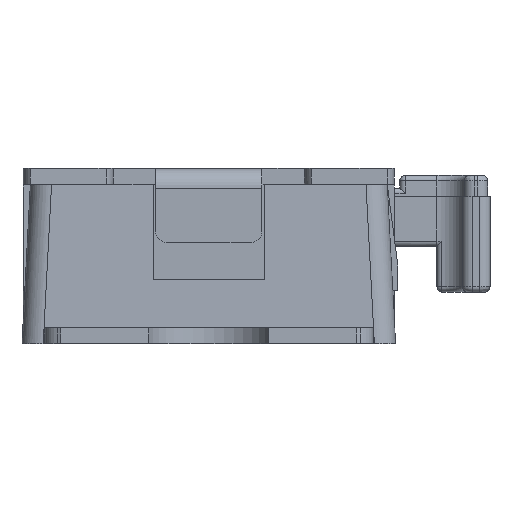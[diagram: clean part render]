
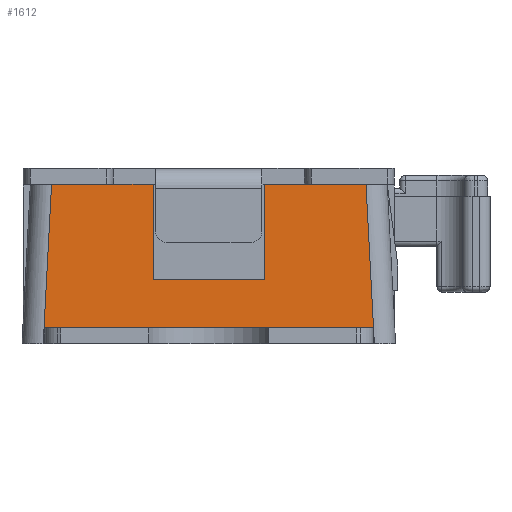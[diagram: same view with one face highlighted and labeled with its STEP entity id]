
A CAD part, left-side view. The second image highlights one B-rep face of the part: STEP entity #1612.
In plain terms, the highlighted planar face has unit normal (-0.999, 0, 0.035).
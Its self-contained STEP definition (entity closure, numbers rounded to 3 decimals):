
#232 = VERTEX_POINT('',#233);
#233 = CARTESIAN_POINT('',(-2.76,-1.565,0.005));
#245 = EDGE_CURVE('',#246,#232,#248,.T.);
#246 = VERTEX_POINT('',#247);
#247 = CARTESIAN_POINT('',(-2.76,-1.556,0.005));
#248 = LINE('',#249,#250);
#249 = CARTESIAN_POINT('',(-2.76,-1.556,0.005));
#250 = VECTOR('',#251,1.);
#251 = DIRECTION('',(0.,-1.,0.));
#323 = VERTEX_POINT('',#324);
#324 = CARTESIAN_POINT('',(-2.76,1.545,0.005));
#330 = EDGE_CURVE('',#331,#323,#333,.T.);
#331 = VERTEX_POINT('',#332);
#332 = CARTESIAN_POINT('',(-2.76,1.555,0.005));
#333 = LINE('',#334,#335);
#334 = CARTESIAN_POINT('',(-2.76,1.555,0.005));
#335 = VECTOR('',#336,1.);
#336 = DIRECTION('',(0.,-1.,0.));
#553 = EDGE_CURVE('',#331,#554,#556,.T.);
#554 = VERTEX_POINT('',#555);
#555 = CARTESIAN_POINT('',(-2.708,1.476,1.505));
#556 = LINE('',#557,#558);
#557 = CARTESIAN_POINT('',(-2.76,1.555,0.005));
#558 = VECTOR('',#559,1.);
#559 = DIRECTION('',(0.035,-0.052,
    0.998));
#882 = VERTEX_POINT('',#883);
#883 = CARTESIAN_POINT('',(-2.708,-0.936,1.505));
#1150 = VERTEX_POINT('',#1151);
#1151 = CARTESIAN_POINT('',(-2.755,1.545,0.155));
#1157 = EDGE_CURVE('',#1150,#323,#1158,.T.);
#1158 = LINE('',#1159,#1160);
#1159 = CARTESIAN_POINT('',(-2.755,1.545,0.155));
#1160 = VECTOR('',#1161,1.);
#1161 = DIRECTION('',(-0.035,0.,
    -0.999));
#1612 = ADVANCED_FACE('',(#1613),#1693,.T.);
#1613 = FACE_BOUND('',#1614,.T.);
#1614 = EDGE_LOOP('',(#1615,#1623,#1631,#1639,#1647,#1655,#1661,#1662,
    #1663,#1664,#1672,#1678,#1679,#1687));
#1615 = ORIENTED_EDGE('',*,*,#1616,.F.);
#1616 = EDGE_CURVE('',#1617,#882,#1619,.T.);
#1617 = VERTEX_POINT('',#1618);
#1618 = CARTESIAN_POINT('',(-2.708,-0.53,1.505));
#1619 = LINE('',#1620,#1621);
#1620 = CARTESIAN_POINT('',(-2.708,-0.53,1.505));
#1621 = VECTOR('',#1622,1.);
#1622 = DIRECTION('',(0.,-1.,0.));
#1623 = ORIENTED_EDGE('',*,*,#1624,.F.);
#1624 = EDGE_CURVE('',#1625,#1617,#1627,.T.);
#1625 = VERTEX_POINT('',#1626);
#1626 = CARTESIAN_POINT('',(-2.739,-0.53,0.605));
#1627 = LINE('',#1628,#1629);
#1628 = CARTESIAN_POINT('',(-2.739,-0.53,0.605));
#1629 = VECTOR('',#1630,1.);
#1630 = DIRECTION('',(0.035,0.,
    0.999));
#1631 = ORIENTED_EDGE('',*,*,#1632,.F.);
#1632 = EDGE_CURVE('',#1633,#1625,#1635,.T.);
#1633 = VERTEX_POINT('',#1634);
#1634 = CARTESIAN_POINT('',(-2.739,0.52,0.605));
#1635 = LINE('',#1636,#1637);
#1636 = CARTESIAN_POINT('',(-2.739,0.52,0.605));
#1637 = VECTOR('',#1638,1.);
#1638 = DIRECTION('',(0.,-1.,0.));
#1639 = ORIENTED_EDGE('',*,*,#1640,.T.);
#1640 = EDGE_CURVE('',#1633,#1641,#1643,.T.);
#1641 = VERTEX_POINT('',#1642);
#1642 = CARTESIAN_POINT('',(-2.708,0.52,1.505));
#1643 = LINE('',#1644,#1645);
#1644 = CARTESIAN_POINT('',(-2.739,0.52,0.605));
#1645 = VECTOR('',#1646,1.);
#1646 = DIRECTION('',(0.035,0.,
    0.999));
#1647 = ORIENTED_EDGE('',*,*,#1648,.F.);
#1648 = EDGE_CURVE('',#1649,#1641,#1651,.T.);
#1649 = VERTEX_POINT('',#1650);
#1650 = CARTESIAN_POINT('',(-2.708,0.926,1.505));
#1651 = LINE('',#1652,#1653);
#1652 = CARTESIAN_POINT('',(-2.708,0.926,1.505));
#1653 = VECTOR('',#1654,1.);
#1654 = DIRECTION('',(0.,-1.,0.));
#1655 = ORIENTED_EDGE('',*,*,#1656,.T.);
#1656 = EDGE_CURVE('',#1649,#554,#1657,.T.);
#1657 = LINE('',#1658,#1659);
#1658 = CARTESIAN_POINT('',(-2.708,0.926,1.505));
#1659 = VECTOR('',#1660,1.);
#1660 = DIRECTION('',(0.,1.,0.));
#1661 = ORIENTED_EDGE('',*,*,#553,.F.);
#1662 = ORIENTED_EDGE('',*,*,#330,.T.);
#1663 = ORIENTED_EDGE('',*,*,#1157,.F.);
#1664 = ORIENTED_EDGE('',*,*,#1665,.T.);
#1665 = EDGE_CURVE('',#1150,#1666,#1668,.T.);
#1666 = VERTEX_POINT('',#1667);
#1667 = CARTESIAN_POINT('',(-2.755,-1.556,0.155));
#1668 = LINE('',#1669,#1670);
#1669 = CARTESIAN_POINT('',(-2.755,1.545,0.155));
#1670 = VECTOR('',#1671,1.);
#1671 = DIRECTION('',(0.,-1.,0.));
#1672 = ORIENTED_EDGE('',*,*,#1673,.T.);
#1673 = EDGE_CURVE('',#1666,#246,#1674,.T.);
#1674 = LINE('',#1675,#1676);
#1675 = CARTESIAN_POINT('',(-2.755,-1.556,0.155));
#1676 = VECTOR('',#1677,1.);
#1677 = DIRECTION('',(-0.035,0.,
    -0.999));
#1678 = ORIENTED_EDGE('',*,*,#245,.T.);
#1679 = ORIENTED_EDGE('',*,*,#1680,.T.);
#1680 = EDGE_CURVE('',#232,#1681,#1683,.T.);
#1681 = VERTEX_POINT('',#1682);
#1682 = CARTESIAN_POINT('',(-2.708,-1.486,1.505));
#1683 = LINE('',#1684,#1685);
#1684 = CARTESIAN_POINT('',(-2.76,-1.565,0.005));
#1685 = VECTOR('',#1686,1.);
#1686 = DIRECTION('',(0.035,0.052,
    0.998));
#1687 = ORIENTED_EDGE('',*,*,#1688,.T.);
#1688 = EDGE_CURVE('',#1681,#882,#1689,.T.);
#1689 = LINE('',#1690,#1691);
#1690 = CARTESIAN_POINT('',(-2.708,-1.486,1.505));
#1691 = VECTOR('',#1692,1.);
#1692 = DIRECTION('',(0.,1.,0.));
#1693 = PLANE('',#1694);
#1694 = AXIS2_PLACEMENT_3D('',#1695,#1696,#1697);
#1695 = CARTESIAN_POINT('',(-2.76,2.836,0.005));
#1696 = DIRECTION('',(-0.999,0.,
    0.035));
#1697 = DIRECTION('',(0.,-1.,0.));
